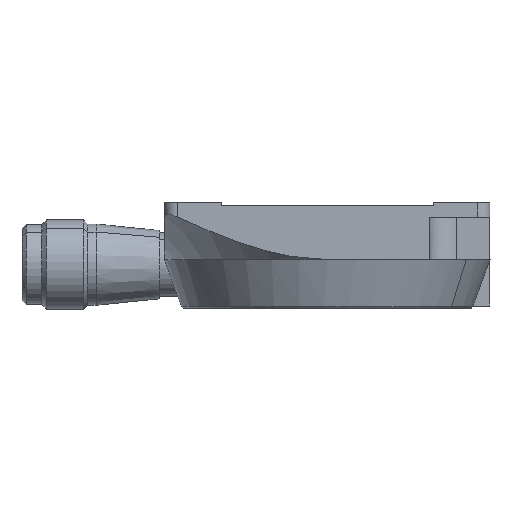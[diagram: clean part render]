
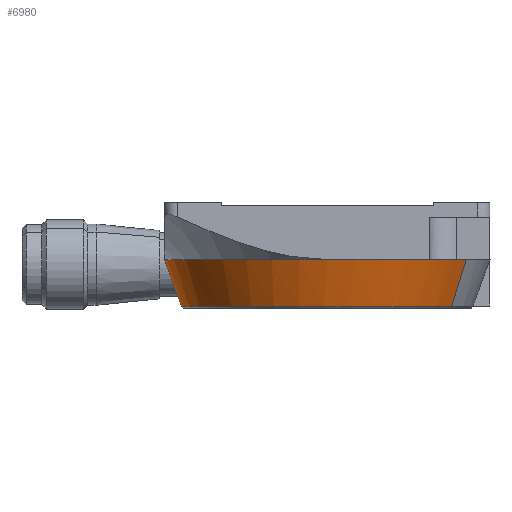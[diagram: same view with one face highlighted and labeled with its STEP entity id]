
A CAD part, front view. The second image highlights one B-rep face of the part: STEP entity #6980.
In plain terms, the highlighted conical face has half-angle 20 degrees and reference radius 18.945 mm.
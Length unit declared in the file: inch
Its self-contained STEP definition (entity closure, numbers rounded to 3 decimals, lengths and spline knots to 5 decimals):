
#384=DIRECTION('',(-0.292,0.178,-0.94));
#385=VECTOR('',#384,0.243);
#386=CARTESIAN_POINT('',(0.67254,-0.40951,0.));
#387=LINE('',#386,#385);
#391=DIRECTION('',(0.292,-0.178,-0.94));
#392=VECTOR('',#391,0.243);
#393=CARTESIAN_POINT('',(-0.67254,0.40951,0.));
#394=LINE('',#393,#392);
#398=CARTESIAN_POINT('',(0.,0.,-0.22835));
#399=DIRECTION('',(0.,0.,1.));
#400=DIRECTION('',(-0.854,0.52,0.));
#401=AXIS2_PLACEMENT_3D('',#398,#399,#400);
#421=CARTESIAN_POINT('',(0.,0.,0.));
#422=DIRECTION('',(0.,0.,1.));
#423=DIRECTION('',(-0.854,0.52,0.));
#424=AXIS2_PLACEMENT_3D('',#421,#422,#423);
#3758=CARTESIAN_POINT('',(0.,0.,0.));
#3759=DIRECTION('',(0.,0.,1.));
#3760=DIRECTION('',(-1.,0.,0.));
#3761=AXIS2_PLACEMENT_3D('',#3758,#3759,#3760);
#3796=CARTESIAN_POINT('',(0.,-0.7874,0.));
#3966=CARTESIAN_POINT('',(0.,0.,0.));
#3967=DIRECTION('',(0.,0.,1.));
#3968=DIRECTION('',(0.777,-0.63,0.));
#3969=AXIS2_PLACEMENT_3D('',#3966,#3967,#3968);
#4010=CARTESIAN_POINT('',(0.,0.,0.));
#4011=DIRECTION('',(0.,0.,1.));
#4012=DIRECTION('',(0.,-1.,0.));
#4013=AXIS2_PLACEMENT_3D('',#4010,#4011,#4012);
#4025=CARTESIAN_POINT('',(0.,0.,0.));
#4026=DIRECTION('',(0.,0.,1.));
#4027=DIRECTION('',(0.63,-0.777,0.));
#4028=AXIS2_PLACEMENT_3D('',#4025,#4026,#4027);
#5864=VERTEX_POINT('',#3796);
#5962=CARTESIAN_POINT('',(-0.67254,0.40951,0.));
#5963=CARTESIAN_POINT('',(-0.60155,0.36628,
-0.22835));
#5964=VERTEX_POINT('',#5962);
#5965=VERTEX_POINT('',#5963);
#5991=CARTESIAN_POINT('',(0.67254,-0.40951,0.));
#5993=VERTEX_POINT('',#5991);
#5995=CARTESIAN_POINT('',(0.60155,-0.36628,
-0.22835));
#5996=VERTEX_POINT('',#5995);
#6359=CARTESIAN_POINT('',(0.49567,-0.61181,0.));
#6361=VERTEX_POINT('',#6359);
#6364=CARTESIAN_POINT('',(0.61181,-0.49567,0.));
#6366=VERTEX_POINT('',#6364);
#6397=CARTESIAN_POINT('',(-0.7874,0.,0.));
#6398=VERTEX_POINT('',#6397);
#6960=CARTESIAN_POINT('',(0.,0.,-0.11417));
#6961=DIRECTION('',(0.,0.,1.));
#6962=DIRECTION('',(0.854,-0.52,0.));
#6963=AXIS2_PLACEMENT_3D('',#6960,#6961,#6962);
#6964=CONICAL_SURFACE('',#6963,0.74585,20.);
#6965=ORIENTED_EDGE('',*,*,#6955,.F.);
#6967=ORIENTED_EDGE('',*,*,#6966,.T.);
#6969=ORIENTED_EDGE('',*,*,#6968,.T.);
#6971=ORIENTED_EDGE('',*,*,#6970,.T.);
#6973=ORIENTED_EDGE('',*,*,#6972,.T.);
#6975=ORIENTED_EDGE('',*,*,#6974,.T.);
#6976=ORIENTED_EDGE('',*,*,#6929,.T.);
#6977=ORIENTED_EDGE('',*,*,#6902,.F.);
#6978=EDGE_LOOP('',(#6965,#6967,#6969,#6971,#6973,#6975,#6976,#6977));
#6979=FACE_OUTER_BOUND('',#6978,.F.);
#402=CIRCLE('',#401,0.70429);
#425=CIRCLE('',#424,0.7874);
#3762=CIRCLE('',#3761,0.7874);
#3970=CIRCLE('',#3969,0.7874);
#4014=CIRCLE('',#4013,0.7874);
#4029=CIRCLE('',#4028,0.7874);
#6902=EDGE_CURVE('',#5965,#5996,#402,.T.);
#6929=EDGE_CURVE('',#5993,#5996,#387,.T.);
#6955=EDGE_CURVE('',#5964,#5965,#394,.T.);
#6966=EDGE_CURVE('',#5964,#6398,#425,.T.);
#6968=EDGE_CURVE('',#6398,#5864,#3762,.T.);
#6970=EDGE_CURVE('',#5864,#6361,#4014,.T.);
#6972=EDGE_CURVE('',#6361,#6366,#4029,.T.);
#6974=EDGE_CURVE('',#6366,#5993,#3970,.T.);
#6980=ADVANCED_FACE('',(#6979),#6964,.T.);
